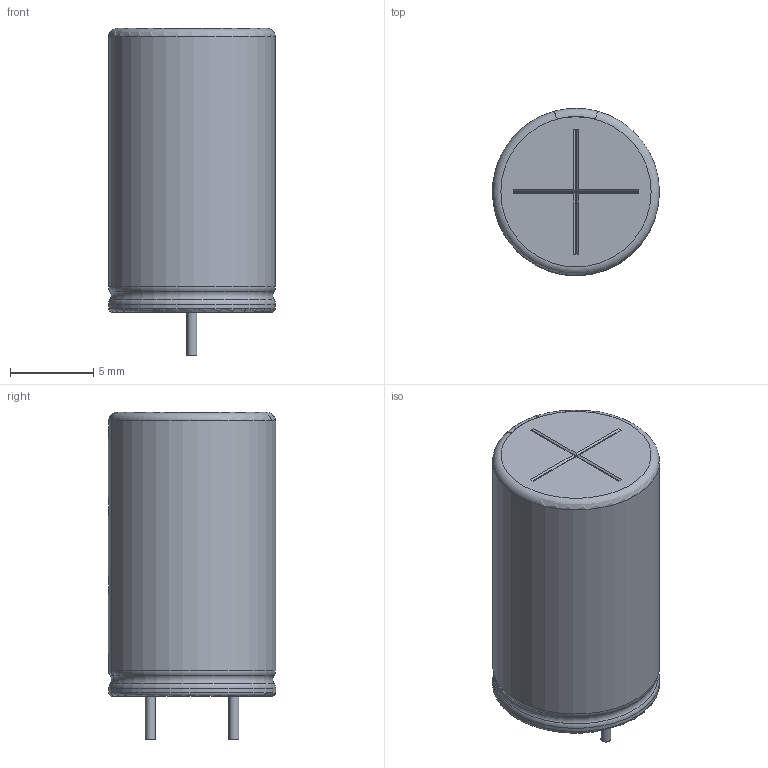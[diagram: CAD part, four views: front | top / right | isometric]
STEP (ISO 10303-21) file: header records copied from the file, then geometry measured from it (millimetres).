
FILE_DESCRIPTION(('FreeCAD Model'),'2;1');
FILE_NAME('Capacitor_Electrolytic_THT_Radial_Straight_D10_H17_P5_d0.6_LL2.6.step','2019-07-10T14:34:53',('Author'),(''), 'Open CASCADE STEP processor 7.3','FreeCAD','Unknown');
FILE_SCHEMA(('AUTOMOTIVE_DESIGN { 1 0 10303 214 1 1 1 1 }'));
Length unit declared in the file: millimetre
Products named in the file (1): Capacitor_Electrolytic_THT_Radial_Straight_D10_H17_P5_d0.6_LL2.6
Bounding box: 10 x 10.01 x 19.61 mm (x, y, z)
Volume: 1332.3 mm3; surface area: 694 mm2
Topology: 1 solids, 1 shells, 62 faces, 156 edges, 102 vertices
Faces by surface type: plane 35, torus 14, cylinder 13
Full cylindrical faces by diameter (mm): 0.6 x2
Entity records: 2448 total; most frequent: CARTESIAN_POINT 462, DIRECTION 338, ORIENTED_EDGE 312, EDGE_CURVE 156, AXIS2_PLACEMENT_3D 128, VERTEX_POINT 102, LINE 82, VECTOR 82
